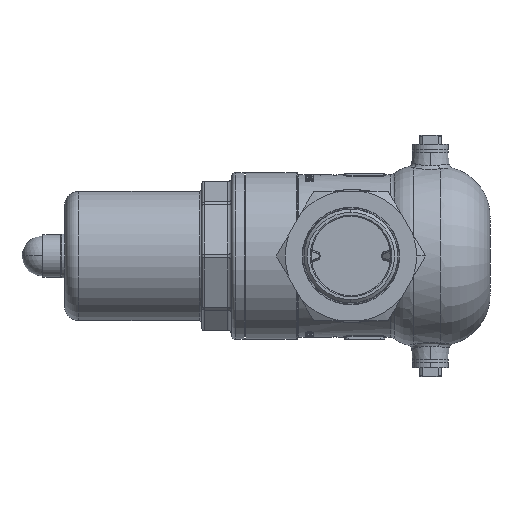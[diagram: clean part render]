
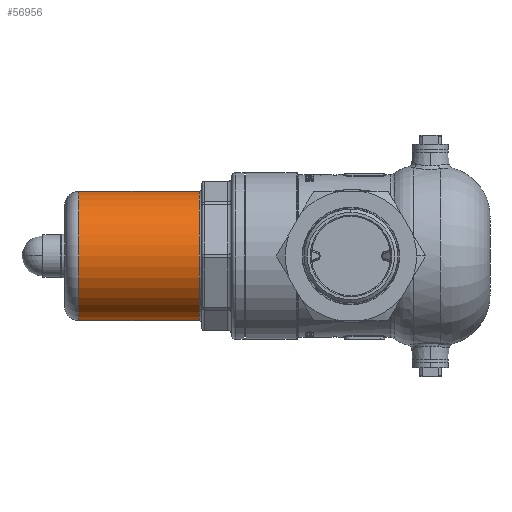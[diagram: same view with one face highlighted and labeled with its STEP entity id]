
A CAD part, left-side view. The second image highlights one B-rep face of the part: STEP entity #56956.
In plain terms, the highlighted cylindrical face has radius 32.5 mm (diameter 65 mm), a partial arc.
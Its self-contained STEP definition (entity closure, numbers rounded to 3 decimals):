
#27530 = AXIS2_PLACEMENT_3D ( 'NONE', #27582, #27581, #27583 ) ;
#27552 = FACE_OUTER_BOUND ( 'NONE', #56864, .T. ) ;
#27556 = CYLINDRICAL_SURFACE ( 'NONE', #27530, 32.5 ) ;
#27570 = DIRECTION ( 'NONE',  ( 0., 0., 1. ) ) ;
#27571 = DIRECTION ( 'NONE',  ( 0., 1., 0. ) ) ;
#27572 = AXIS2_PLACEMENT_3D ( 'NONE', #27580, #27571, #27570 ) ;
#27573 = CIRCLE ( 'NONE', #27572, 32.5 ) ;
#27580 = CARTESIAN_POINT ( 'NONE',  ( 0., 137., 0. ) ) ;
#27581 = DIRECTION ( 'NONE',  ( 0., 1., 0. ) ) ;
#27582 = CARTESIAN_POINT ( 'NONE',  ( 0., 155.957, 0. ) ) ;
#27583 = DIRECTION ( 'NONE',  ( 0., 0., 1. ) ) ;
#33809 = VERTEX_POINT ( 'NONE', #56628 ) ;
#33814 = VERTEX_POINT ( 'NONE', #56438 ) ;
#35131 = EDGE_CURVE ( 'NONE', #33814, #33809, #57395, .T. ) ;
#35542 = VERTEX_POINT ( 'NONE', #58366 ) ;
#35565 = VERTEX_POINT ( 'NONE', #58449 ) ;
#35931 = EDGE_CURVE ( 'NONE', #33814, #35565, #58784, .T. ) ;
#35944 = EDGE_CURVE ( 'NONE', #33809, #35542, #58804, .T. ) ;
#56438 = CARTESIAN_POINT ( 'NONE',  ( 0., 76.2, -32.5 ) ) ;
#56628 = CARTESIAN_POINT ( 'NONE',  ( 0., 76.2, 32.5 ) ) ;
#56864 = EDGE_LOOP ( 'NONE', ( #56870, #56871, #56962, #56963 ) ) ;
#56870 = ORIENTED_EDGE ( 'NONE', *, *, #35931, .F. ) ;
#56871 = ORIENTED_EDGE ( 'NONE', *, *, #35131, .T. ) ;
#56956 = ADVANCED_FACE ( 'NONE', ( #27552 ), #27556, .T. ) ;
#56957 = EDGE_CURVE ( 'NONE', #35565, #35542, #27573, .T. ) ;
#56962 = ORIENTED_EDGE ( 'NONE', *, *, #35944, .T. ) ;
#56963 = ORIENTED_EDGE ( 'NONE', *, *, #56957, .F. ) ;
#57395 = CIRCLE ( 'NONE', #57572, 32.5 ) ;
#57568 = DIRECTION ( 'NONE',  ( 0., 0., 1. ) ) ;
#57570 = DIRECTION ( 'NONE',  ( 0., 1., 0. ) ) ;
#57571 = CARTESIAN_POINT ( 'NONE',  ( 0., 76.2, 0. ) ) ;
#57572 = AXIS2_PLACEMENT_3D ( 'NONE', #57571, #57570, #57568 ) ;
#58366 = CARTESIAN_POINT ( 'NONE',  ( 0., 137., 32.5 ) ) ;
#58449 = CARTESIAN_POINT ( 'NONE',  ( 0., 137., -32.5 ) ) ;
#58777 = DIRECTION ( 'NONE',  ( 0., 1., 0. ) ) ;
#58778 = VECTOR ( 'NONE', #58777, 1000. ) ;
#58784 = LINE ( 'NONE', #58798, #58778 ) ;
#58798 = CARTESIAN_POINT ( 'NONE',  ( 0., 155.957, -32.5 ) ) ;
#58801 = DIRECTION ( 'NONE',  ( 0., 1., 0. ) ) ;
#58802 = VECTOR ( 'NONE', #58801, 1000. ) ;
#58803 = CARTESIAN_POINT ( 'NONE',  ( 0., 155.957, 32.5 ) ) ;
#58804 = LINE ( 'NONE', #58803, #58802 ) ;
